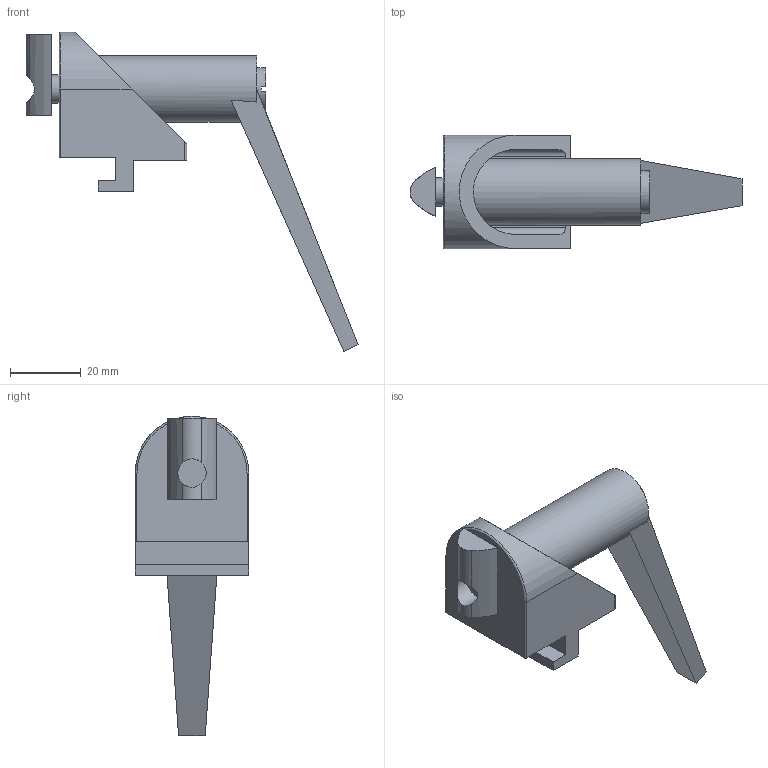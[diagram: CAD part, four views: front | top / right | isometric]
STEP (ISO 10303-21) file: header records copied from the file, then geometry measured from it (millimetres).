
FILE_DESCRIPTION(/* description */ (''),/* implementation_level */ '2;1');
FILE_NAME(/* name */ 'ZI-1340_Klemmwinkelsatz_40_mit_Hebel_Zn-8.stp',/* time_stamp */ '2020-07-20T12:28:24+02:00',/* author */ ('jmaun'),/* organization */ ('maunsystem'),/* preprocessor_version */ 'ST-DEVELOPER v17',/* originating_system */ 'Autodesk Inventor 2019',/* authorisation */ '');
FILE_SCHEMA (('AUTOMOTIVE_DESIGN { 1 0 10303 214 3 1 1 }'));
Length unit declared in the file: millimetre
Products named in the file (1): ZI-1340_Klemmwinkelsatz_40_mit_Hebel_Zn-8
Bounding box: 93.56 x 32 x 90.01 mm (x, y, z)
Volume: 37789.4 mm3; surface area: 14473.3 mm2
Topology: 1 solids, 1 shells, 50 faces, 127 edges, 84 vertices
Faces by surface type: plane 32, cylinder 17, torus 1
Full cylindrical faces by diameter (mm): 8 x2, 9.2 x1, 12 x1, 18.8 x1
Entity records: 1651 total; most frequent: CARTESIAN_POINT 297, DIRECTION 272, ORIENTED_EDGE 254, EDGE_CURVE 127, AXIS2_PLACEMENT_3D 96, VERTEX_POINT 84, LINE 80, VECTOR 80
